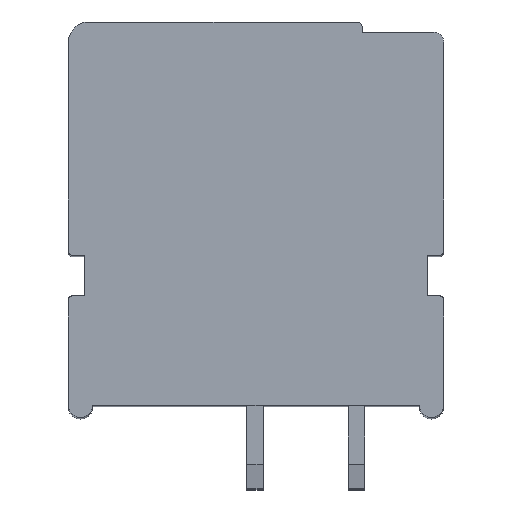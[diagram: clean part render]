
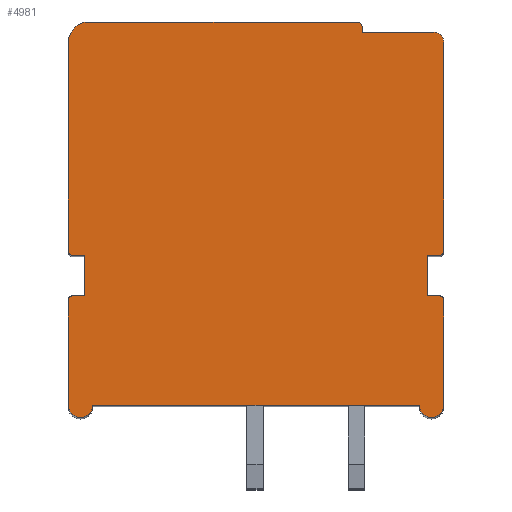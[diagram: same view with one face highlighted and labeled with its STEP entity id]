
A CAD part, top view. The second image highlights one B-rep face of the part: STEP entity #4981.
In plain terms, the highlighted planar face has unit normal (0, 0, 1).
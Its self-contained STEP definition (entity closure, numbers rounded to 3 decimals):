
#734=CARTESIAN_POINT('',(8.75,8.75,4.7));
#735=DIRECTION('',(0.,0.,1.));
#736=DIRECTION('',(1.,0.,0.));
#737=AXIS2_PLACEMENT_3D('',#734,#735,#736);
#739=DIRECTION('',(0.,1.,0.));
#740=VECTOR('',#739,10.3);
#741=CARTESIAN_POINT('',(9.25,-1.55,4.7));
#742=LINE('',#741,#740);
#743=CARTESIAN_POINT('',(9.05,-1.55,4.7));
#744=DIRECTION('',(0.,0.,1.));
#745=DIRECTION('',(0.,-1.,0.));
#746=AXIS2_PLACEMENT_3D('',#743,#744,#745);
#748=DIRECTION('',(1.,0.,0.));
#749=VECTOR('',#748,0.6);
#750=CARTESIAN_POINT('',(8.45,-1.75,4.7));
#751=LINE('',#750,#749);
#752=DIRECTION('',(0.,1.,0.));
#753=VECTOR('',#752,2.);
#754=CARTESIAN_POINT('',(8.45,-3.75,4.7));
#755=LINE('',#754,#753);
#756=DIRECTION('',(-1.,0.,0.));
#757=VECTOR('',#756,0.6);
#758=CARTESIAN_POINT('',(9.05,-3.75,4.7));
#759=LINE('',#758,#757);
#760=CARTESIAN_POINT('',(9.05,-3.95,4.7));
#761=DIRECTION('',(0.,0.,1.));
#762=DIRECTION('',(1.,0.,0.));
#763=AXIS2_PLACEMENT_3D('',#760,#761,#762);
#765=DIRECTION('',(0.,1.,0.));
#766=VECTOR('',#765,5.2);
#767=CARTESIAN_POINT('',(9.25,-9.15,4.7));
#768=LINE('',#767,#766);
#769=CARTESIAN_POINT('',(8.65,-9.15,4.7));
#770=DIRECTION('',(0.,0.,1.));
#771=DIRECTION('',(-1.,0.,0.));
#772=AXIS2_PLACEMENT_3D('',#769,#770,#771);
#774=DIRECTION('',(1.,0.,0.));
#775=VECTOR('',#774,16.1);
#776=CARTESIAN_POINT('',(-8.05,-9.15,4.7));
#777=LINE('',#776,#775);
#778=CARTESIAN_POINT('',(-8.65,-9.15,4.7));
#779=DIRECTION('',(0.,0.,1.));
#780=DIRECTION('',(-1.,0.,0.));
#781=AXIS2_PLACEMENT_3D('',#778,#779,#780);
#783=DIRECTION('',(0.,-1.,0.));
#784=VECTOR('',#783,5.2);
#785=CARTESIAN_POINT('',(-9.25,-3.95,4.7));
#786=LINE('',#785,#784);
#787=CARTESIAN_POINT('',(-9.05,-3.95,4.7));
#788=DIRECTION('',(0.,0.,1.));
#789=DIRECTION('',(0.,1.,0.));
#790=AXIS2_PLACEMENT_3D('',#787,#788,#789);
#792=DIRECTION('',(-1.,0.,0.));
#793=VECTOR('',#792,0.6);
#794=CARTESIAN_POINT('',(-8.45,-3.75,4.7));
#795=LINE('',#794,#793);
#796=DIRECTION('',(0.,-1.,0.));
#797=VECTOR('',#796,2.);
#798=CARTESIAN_POINT('',(-8.45,-1.75,4.7));
#799=LINE('',#798,#797);
#800=DIRECTION('',(1.,0.,0.));
#801=VECTOR('',#800,0.6);
#802=CARTESIAN_POINT('',(-9.05,-1.75,4.7));
#803=LINE('',#802,#801);
#804=CARTESIAN_POINT('',(-9.05,-1.55,4.7));
#805=DIRECTION('',(0.,0.,1.));
#806=DIRECTION('',(-1.,0.,0.));
#807=AXIS2_PLACEMENT_3D('',#804,#805,#806);
#809=DIRECTION('',(0.,-1.,0.));
#810=VECTOR('',#809,10.3);
#811=CARTESIAN_POINT('',(-9.25,8.75,4.7));
#812=LINE('',#811,#810);
#813=CARTESIAN_POINT('',(-8.25,8.75,4.7));
#814=DIRECTION('',(0.,0.,1.));
#815=DIRECTION('',(0.,1.,0.));
#816=AXIS2_PLACEMENT_3D('',#813,#814,#815);
#818=DIRECTION('',(-1.,0.,0.));
#819=VECTOR('',#818,13.2);
#820=CARTESIAN_POINT('',(4.95,9.75,4.7));
#821=LINE('',#820,#819);
#822=CARTESIAN_POINT('',(4.95,9.45,4.7));
#823=DIRECTION('',(0.,0.,1.));
#824=DIRECTION('',(1.,0.,0.));
#825=AXIS2_PLACEMENT_3D('',#822,#823,#824);
#827=DIRECTION('',(0.,1.,0.));
#828=VECTOR('',#827,0.2);
#829=CARTESIAN_POINT('',(5.25,9.25,4.7));
#830=LINE('',#829,#828);
#831=DIRECTION('',(-1.,0.,0.));
#832=VECTOR('',#831,3.5);
#833=CARTESIAN_POINT('',(8.75,9.25,4.7));
#834=LINE('',#833,#832);
#3233=CARTESIAN_POINT('',(9.25,8.75,4.7));
#3234=CARTESIAN_POINT('',(8.75,9.25,4.7));
#3235=VERTEX_POINT('',#3233);
#3236=VERTEX_POINT('',#3234);
#3237=CARTESIAN_POINT('',(5.25,9.25,4.7));
#3238=VERTEX_POINT('',#3237);
#3239=CARTESIAN_POINT('',(5.25,9.45,4.7));
#3240=VERTEX_POINT('',#3239);
#3241=CARTESIAN_POINT('',(4.95,9.75,4.7));
#3242=VERTEX_POINT('',#3241);
#3243=CARTESIAN_POINT('',(-8.25,9.75,4.7));
#3244=VERTEX_POINT('',#3243);
#3245=CARTESIAN_POINT('',(-9.25,8.75,4.7));
#3246=VERTEX_POINT('',#3245);
#3247=CARTESIAN_POINT('',(-9.25,-1.55,4.7));
#3248=VERTEX_POINT('',#3247);
#3249=CARTESIAN_POINT('',(-9.05,-1.75,4.7));
#3250=VERTEX_POINT('',#3249);
#3251=CARTESIAN_POINT('',(-8.45,-1.75,4.7));
#3252=VERTEX_POINT('',#3251);
#3253=CARTESIAN_POINT('',(-8.45,-3.75,4.7));
#3254=VERTEX_POINT('',#3253);
#3255=CARTESIAN_POINT('',(-9.05,-3.75,4.7));
#3256=VERTEX_POINT('',#3255);
#3257=CARTESIAN_POINT('',(-9.25,-3.95,4.7));
#3258=VERTEX_POINT('',#3257);
#3259=CARTESIAN_POINT('',(-9.25,-9.15,4.7));
#3260=VERTEX_POINT('',#3259);
#3261=CARTESIAN_POINT('',(-8.05,-9.15,4.7));
#3262=VERTEX_POINT('',#3261);
#3263=CARTESIAN_POINT('',(8.05,-9.15,4.7));
#3264=VERTEX_POINT('',#3263);
#3265=CARTESIAN_POINT('',(9.25,-9.15,4.7));
#3266=VERTEX_POINT('',#3265);
#3267=CARTESIAN_POINT('',(9.25,-3.95,4.7));
#3268=VERTEX_POINT('',#3267);
#3269=CARTESIAN_POINT('',(9.05,-3.75,4.7));
#3270=VERTEX_POINT('',#3269);
#3271=CARTESIAN_POINT('',(8.45,-3.75,4.7));
#3272=VERTEX_POINT('',#3271);
#3273=CARTESIAN_POINT('',(8.45,-1.75,4.7));
#3274=VERTEX_POINT('',#3273);
#3275=CARTESIAN_POINT('',(9.05,-1.75,4.7));
#3276=VERTEX_POINT('',#3275);
#3277=CARTESIAN_POINT('',(9.25,-1.55,4.7));
#3278=VERTEX_POINT('',#3277);
#4951=CARTESIAN_POINT('',(0.,0.,4.7));
#4952=DIRECTION('',(0.,0.,1.));
#4953=DIRECTION('',(1.,0.,0.));
#4954=AXIS2_PLACEMENT_3D('',#4951,#4952,#4953);
#4955=PLANE('',#4954);
#4956=ORIENTED_EDGE('',*,*,#4269,.F.);
#4957=ORIENTED_EDGE('',*,*,#4284,.F.);
#4958=ORIENTED_EDGE('',*,*,#4298,.F.);
#4959=ORIENTED_EDGE('',*,*,#4312,.F.);
#4960=ORIENTED_EDGE('',*,*,#4326,.F.);
#4961=ORIENTED_EDGE('',*,*,#4340,.F.);
#4962=ORIENTED_EDGE('',*,*,#4354,.F.);
#4963=ORIENTED_EDGE('',*,*,#4368,.F.);
#4964=ORIENTED_EDGE('',*,*,#4382,.F.);
#4965=ORIENTED_EDGE('',*,*,#4396,.F.);
#4966=ORIENTED_EDGE('',*,*,#4570,.F.);
#4967=ORIENTED_EDGE('',*,*,#4584,.F.);
#4968=ORIENTED_EDGE('',*,*,#4598,.F.);
#4969=ORIENTED_EDGE('',*,*,#4612,.F.);
#4970=ORIENTED_EDGE('',*,*,#4626,.F.);
#4971=ORIENTED_EDGE('',*,*,#4640,.F.);
#4972=ORIENTED_EDGE('',*,*,#4654,.F.);
#4973=ORIENTED_EDGE('',*,*,#4668,.F.);
#4974=ORIENTED_EDGE('',*,*,#4682,.F.);
#4975=ORIENTED_EDGE('',*,*,#4696,.F.);
#4976=ORIENTED_EDGE('',*,*,#4838,.F.);
#4977=ORIENTED_EDGE('',*,*,#4852,.F.);
#4978=ORIENTED_EDGE('',*,*,#4865,.F.);
#4979=EDGE_LOOP('',(#4956,#4957,#4958,#4959,#4960,#4961,#4962,#4963,#4964,#4965,
#4966,#4967,#4968,#4969,#4970,#4971,#4972,#4973,#4974,#4975,#4976,#4977,#4978));
#4980=FACE_OUTER_BOUND('',#4979,.F.);
#738=CIRCLE('',#737,0.5);
#747=CIRCLE('',#746,0.2);
#764=CIRCLE('',#763,0.2);
#773=CIRCLE('',#772,0.6);
#782=CIRCLE('',#781,0.6);
#791=CIRCLE('',#790,0.2);
#808=CIRCLE('',#807,0.2);
#817=CIRCLE('',#816,1.);
#826=CIRCLE('',#825,0.3);
#4269=EDGE_CURVE('',#3235,#3236,#738,.T.);
#4284=EDGE_CURVE('',#3278,#3235,#742,.T.);
#4298=EDGE_CURVE('',#3276,#3278,#747,.T.);
#4312=EDGE_CURVE('',#3274,#3276,#751,.T.);
#4326=EDGE_CURVE('',#3272,#3274,#755,.T.);
#4340=EDGE_CURVE('',#3270,#3272,#759,.T.);
#4354=EDGE_CURVE('',#3268,#3270,#764,.T.);
#4368=EDGE_CURVE('',#3266,#3268,#768,.T.);
#4382=EDGE_CURVE('',#3264,#3266,#773,.T.);
#4396=EDGE_CURVE('',#3262,#3264,#777,.T.);
#4570=EDGE_CURVE('',#3260,#3262,#782,.T.);
#4584=EDGE_CURVE('',#3258,#3260,#786,.T.);
#4598=EDGE_CURVE('',#3256,#3258,#791,.T.);
#4612=EDGE_CURVE('',#3254,#3256,#795,.T.);
#4626=EDGE_CURVE('',#3252,#3254,#799,.T.);
#4640=EDGE_CURVE('',#3250,#3252,#803,.T.);
#4654=EDGE_CURVE('',#3248,#3250,#808,.T.);
#4668=EDGE_CURVE('',#3246,#3248,#812,.T.);
#4682=EDGE_CURVE('',#3244,#3246,#817,.T.);
#4696=EDGE_CURVE('',#3242,#3244,#821,.T.);
#4838=EDGE_CURVE('',#3240,#3242,#826,.T.);
#4852=EDGE_CURVE('',#3238,#3240,#830,.T.);
#4865=EDGE_CURVE('',#3236,#3238,#834,.T.);
#4981=ADVANCED_FACE('',(#4980),#4955,.T.);
